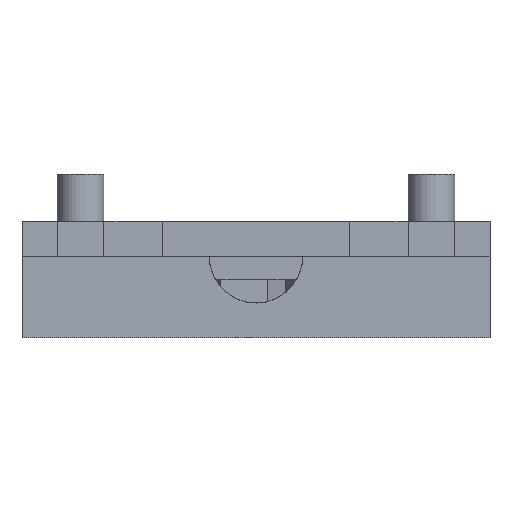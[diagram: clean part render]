
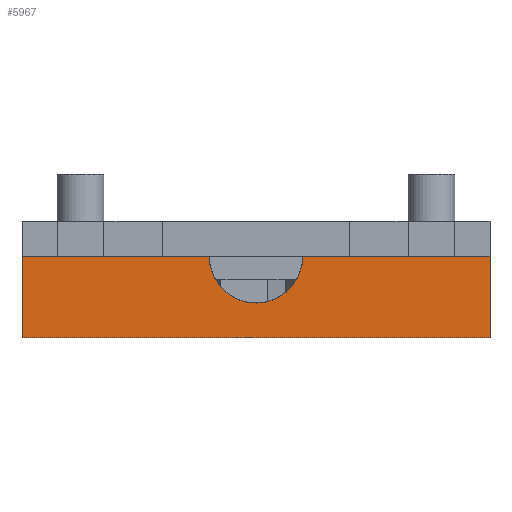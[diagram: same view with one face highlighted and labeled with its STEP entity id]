
A CAD part, left-side view. The second image highlights one B-rep face of the part: STEP entity #5967.
In plain terms, the highlighted planar face has unit normal (-1, 0, 0).
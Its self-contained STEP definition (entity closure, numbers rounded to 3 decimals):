
#50=CIRCLE('',#6310,2.);
#83=FACE_OUTER_BOUND('',#403,.T.);
#403=EDGE_LOOP('',(#3946,#3947,#3948,#3949,#3950,#3951,#3952));
#749=LINE('',#8215,#1599);
#766=LINE('',#8255,#1616);
#776=LINE('',#8277,#1626);
#777=LINE('',#8279,#1627);
#778=LINE('',#8281,#1628);
#779=LINE('',#8282,#1629);
#1599=VECTOR('',#6666,10.);
#1616=VECTOR('',#6697,10.);
#1626=VECTOR('',#6715,10.);
#1627=VECTOR('',#6716,10.);
#1628=VECTOR('',#6717,10.);
#1629=VECTOR('',#6718,10.);
#2436=VERTEX_POINT('',#8189);
#2437=VERTEX_POINT('',#8190);
#2438=VERTEX_POINT('',#8192);
#2460=VERTEX_POINT('',#8252);
#2461=VERTEX_POINT('',#8254);
#2470=VERTEX_POINT('',#8278);
#2471=VERTEX_POINT('',#8280);
#3027=EDGE_CURVE('',#2436,#2438,#749,.T.);
#3046=EDGE_CURVE('',#2460,#2461,#766,.T.);
#3057=EDGE_CURVE('',#2437,#2436,#50,.T.);
#3058=EDGE_CURVE('',#2460,#2437,#776,.T.);
#3059=EDGE_CURVE('',#2438,#2470,#777,.T.);
#3060=EDGE_CURVE('',#2471,#2470,#778,.T.);
#3061=EDGE_CURVE('',#2471,#2461,#779,.T.);
#3946=ORIENTED_EDGE('',*,*,#3058,.T.);
#3947=ORIENTED_EDGE('',*,*,#3057,.T.);
#3948=ORIENTED_EDGE('',*,*,#3027,.T.);
#3949=ORIENTED_EDGE('',*,*,#3059,.T.);
#3950=ORIENTED_EDGE('',*,*,#3060,.F.);
#3951=ORIENTED_EDGE('',*,*,#3061,.T.);
#3952=ORIENTED_EDGE('',*,*,#3046,.F.);
#5651=PLANE('',#6311);
#5967=ADVANCED_FACE('',(#83),#5651,.F.);
#6310=AXIS2_PLACEMENT_3D('',#8275,#6711,#6712);
#6311=AXIS2_PLACEMENT_3D('',#8276,#6713,#6714);
#6666=DIRECTION('',(0.,1.,0.));
#6697=DIRECTION('',(0.,0.,-1.));
#6711=DIRECTION('center_axis',(1.,0.,0.));
#6712=DIRECTION('ref_axis',(0.,0.,1.));
#6713=DIRECTION('center_axis',(1.,0.,0.));
#6714=DIRECTION('ref_axis',(0.,0.,-1.));
#6715=DIRECTION('',(0.,1.,0.));
#6716=DIRECTION('',(0.,1.,0.));
#6717=DIRECTION('',(0.,0.,1.));
#6718=DIRECTION('',(0.,-1.,0.));
#8189=CARTESIAN_POINT('',(-1.5,-8.,0.));
#8190=CARTESIAN_POINT('',(-1.5,-12.,0.));
#8192=CARTESIAN_POINT('',(-1.5,-7.984,0.));
#8215=CARTESIAN_POINT('',(-1.5,-20.,0.));
#8252=CARTESIAN_POINT('',(-1.5,-20.,0.));
#8254=CARTESIAN_POINT('',(-1.5,-20.,-3.479));
#8255=CARTESIAN_POINT('',(-1.5,-20.,0.));
#8275=CARTESIAN_POINT('Origin',(-1.5,-10.,0.));
#8276=CARTESIAN_POINT('Origin',(-1.5,-20.,0.));
#8277=CARTESIAN_POINT('',(-1.5,-10.,0.));
#8278=CARTESIAN_POINT('',(-1.5,0.,0.));
#8279=CARTESIAN_POINT('',(-1.5,-20.,0.));
#8280=CARTESIAN_POINT('',(-1.5,0.,-3.479));
#8281=CARTESIAN_POINT('',(-1.5,0.,0.));
#8282=CARTESIAN_POINT('',(-1.5,-20.,-3.479));
